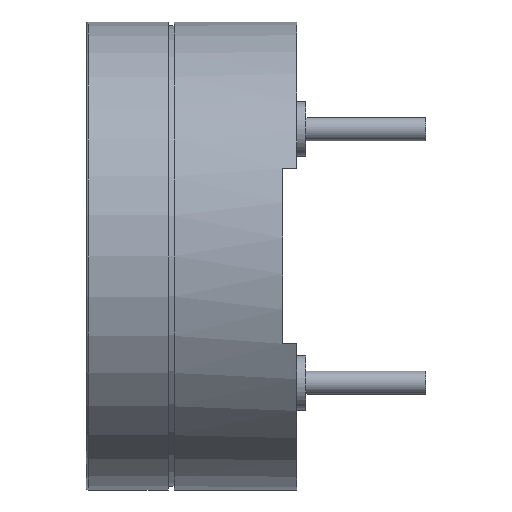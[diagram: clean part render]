
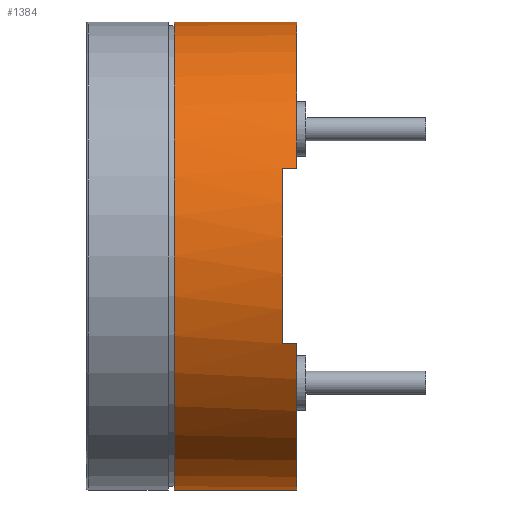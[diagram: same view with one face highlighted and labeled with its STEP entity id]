
A CAD part, left-side view. The second image highlights one B-rep face of the part: STEP entity #1384.
In plain terms, the highlighted cylindrical face has radius 6 mm (diameter 12 mm), a partial arc.
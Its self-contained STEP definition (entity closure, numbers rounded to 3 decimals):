
#19 = DIRECTION ( 'NONE',  ( 0., -1., 0. ) ) ;
#55 = DIRECTION ( 'NONE',  ( 0., 0., -1. ) ) ;
#117 = AXIS2_PLACEMENT_3D ( 'NONE', #202, #828, #535 ) ;
#150 = EDGE_CURVE ( 'NONE', #1493, #767, #442, .T. ) ;
#157 = CARTESIAN_POINT ( 'NONE',  ( 0., 3.15, 0. ) ) ;
#158 = DIRECTION ( 'NONE',  ( 0., 1., 0. ) ) ;
#190 = VERTEX_POINT ( 'NONE', #414 ) ;
#197 = EDGE_CURVE ( 'NONE', #943, #1040, #288, .T. ) ;
#202 = CARTESIAN_POINT ( 'NONE',  ( 0., 0., 0. ) ) ;
#232 = CARTESIAN_POINT ( 'NONE',  ( 0., 3.15, -6. ) ) ;
#264 = ORIENTED_EDGE ( 'NONE', *, *, #197, .T. ) ;
#288 = LINE ( 'NONE', #1265, #622 ) ;
#289 = CARTESIAN_POINT ( 'NONE',  ( 0., 0., 6. ) ) ;
#329 = ORIENTED_EDGE ( 'NONE', *, *, #343, .T. ) ;
#343 = EDGE_CURVE ( 'NONE', #1201, #1466, #1575, .T. ) ;
#389 = DIRECTION ( 'NONE',  ( 0., 0., -1. ) ) ;
#414 = CARTESIAN_POINT ( 'NONE',  ( -5.562, 0., -2.25 ) ) ;
#419 = DIRECTION ( 'NONE',  ( 0., -1., 0. ) ) ;
#434 = ORIENTED_EDGE ( 'NONE', *, *, #569, .F. ) ;
#442 = LINE ( 'NONE', #289, #1044 ) ;
#463 = EDGE_CURVE ( 'NONE', #767, #1191, #1348, .T. ) ;
#480 = ORIENTED_EDGE ( 'NONE', *, *, #150, .F. ) ;
#530 = CARTESIAN_POINT ( 'NONE',  ( -5.562, 0., -2.25 ) ) ;
#533 = EDGE_CURVE ( 'NONE', #1493, #943, #1282, .T. ) ;
#535 = DIRECTION ( 'NONE',  ( 0., 0., -1. ) ) ;
#538 = EDGE_CURVE ( 'NONE', #190, #1040, #1594, .T. ) ;
#549 = DIRECTION ( 'NONE',  ( 0., 0., -1. ) ) ;
#550 = EDGE_CURVE ( 'NONE', #1201, #190, #991, .T. ) ;
#556 = CARTESIAN_POINT ( 'NONE',  ( -5.562, 0.37, 2.25 ) ) ;
#569 = EDGE_CURVE ( 'NONE', #1191, #1466, #580, .T. ) ;
#580 = LINE ( 'NONE', #777, #1562 ) ;
#583 = ORIENTED_EDGE ( 'NONE', *, *, #550, .F. ) ;
#622 = VECTOR ( 'NONE', #1045, 1000. ) ;
#634 = CARTESIAN_POINT ( 'NONE',  ( 0., 0., 6. ) ) ;
#704 = AXIS2_PLACEMENT_3D ( 'NONE', #1293, #419, #549 ) ;
#767 = VERTEX_POINT ( 'NONE', #634 ) ;
#770 = AXIS2_PLACEMENT_3D ( 'NONE', #1268, #1029, #906 ) ;
#777 = CARTESIAN_POINT ( 'NONE',  ( -5.562, 0., 2.25 ) ) ;
#800 = ORIENTED_EDGE ( 'NONE', *, *, #533, .T. ) ;
#828 = DIRECTION ( 'NONE',  ( 0., -1., 0. ) ) ;
#894 = DIRECTION ( 'NONE',  ( 0., -1., 0. ) ) ;
#906 = DIRECTION ( 'NONE',  ( 0., 0., -1. ) ) ;
#918 = DIRECTION ( 'NONE',  ( 0., -1., 0. ) ) ;
#943 = VERTEX_POINT ( 'NONE', #232 ) ;
#949 = CARTESIAN_POINT ( 'NONE',  ( 0., 3.15, 6. ) ) ;
#991 = LINE ( 'NONE', #530, #1241 ) ;
#1029 = DIRECTION ( 'NONE',  ( 0., -1., 0. ) ) ;
#1036 = DIRECTION ( 'NONE',  ( 0., 1., 0. ) ) ;
#1040 = VERTEX_POINT ( 'NONE', #1387 ) ;
#1044 = VECTOR ( 'NONE', #894, 1000. ) ;
#1045 = DIRECTION ( 'NONE',  ( 0., -1., 0. ) ) ;
#1049 = EDGE_LOOP ( 'NONE', ( #480, #800, #264, #1321, #583, #329, #434, #1471 ) ) ;
#1123 = CYLINDRICAL_SURFACE ( 'NONE', #704, 6. ) ;
#1191 = VERTEX_POINT ( 'NONE', #1488 ) ;
#1200 = FACE_OUTER_BOUND ( 'NONE', #1049, .T. ) ;
#1201 = VERTEX_POINT ( 'NONE', #1607 ) ;
#1204 = AXIS2_PLACEMENT_3D ( 'NONE', #1511, #158, #55 ) ;
#1241 = VECTOR ( 'NONE', #918, 1000. ) ;
#1265 = CARTESIAN_POINT ( 'NONE',  ( 0., 0., -6. ) ) ;
#1268 = CARTESIAN_POINT ( 'NONE',  ( 0., 0., 0. ) ) ;
#1282 = CIRCLE ( 'NONE', #1423, 6. ) ;
#1293 = CARTESIAN_POINT ( 'NONE',  ( 0., 0., 0. ) ) ;
#1321 = ORIENTED_EDGE ( 'NONE', *, *, #538, .F. ) ;
#1348 = CIRCLE ( 'NONE', #117, 6. ) ;
#1384 = ADVANCED_FACE ( 'NONE', ( #1200 ), #1123, .T. ) ;
#1387 = CARTESIAN_POINT ( 'NONE',  ( 0., 0., -6. ) ) ;
#1423 = AXIS2_PLACEMENT_3D ( 'NONE', #157, #19, #389 ) ;
#1466 = VERTEX_POINT ( 'NONE', #556 ) ;
#1471 = ORIENTED_EDGE ( 'NONE', *, *, #463, .F. ) ;
#1488 = CARTESIAN_POINT ( 'NONE',  ( -5.562, 0., 2.25 ) ) ;
#1493 = VERTEX_POINT ( 'NONE', #949 ) ;
#1511 = CARTESIAN_POINT ( 'NONE',  ( 0., 0.37, 0. ) ) ;
#1562 = VECTOR ( 'NONE', #1036, 1000. ) ;
#1575 = CIRCLE ( 'NONE', #1204, 6. ) ;
#1594 = CIRCLE ( 'NONE', #770, 6. ) ;
#1607 = CARTESIAN_POINT ( 'NONE',  ( -5.562, 0.37, -2.25 ) ) ;
